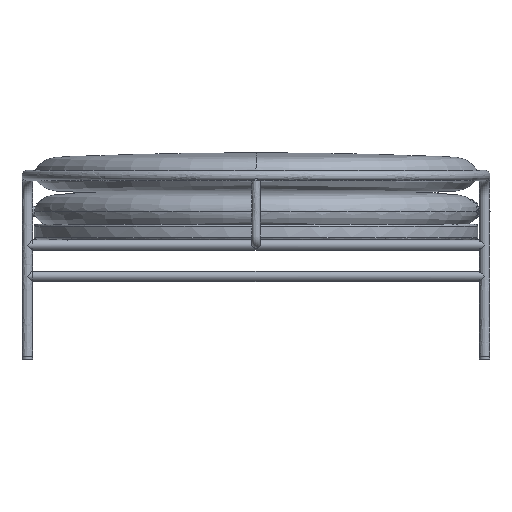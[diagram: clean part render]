
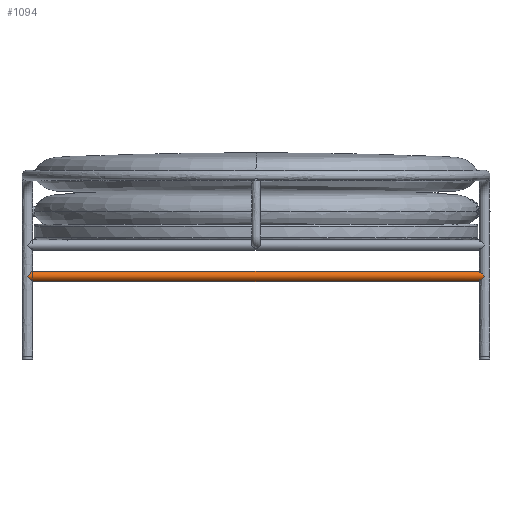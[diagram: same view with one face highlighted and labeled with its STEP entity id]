
A CAD part, left-side view. The second image highlights one B-rep face of the part: STEP entity #1094.
In plain terms, the highlighted cylindrical face has radius 10 mm (diameter 20 mm), a full revolution.
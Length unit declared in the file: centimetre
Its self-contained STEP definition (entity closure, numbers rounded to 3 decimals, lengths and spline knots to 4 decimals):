
#311=(
BOUNDED_CURVE()
B_SPLINE_CURVE(3,(#13568,#13569,#13570,#13571,#13572,#13573,#13574),
 .UNSPECIFIED.,.F.,.F.)
B_SPLINE_CURVE_WITH_KNOTS((4,3,4),(-34.641,-17.3205,
0.),.UNSPECIFIED.)
CURVE()
GEOMETRIC_REPRESENTATION_ITEM()
RATIONAL_B_SPLINE_CURVE((1.,1.,1.,1.,
1.,1.,1.))
REPRESENTATION_ITEM('')
);
#312=(
BOUNDED_CURVE()
B_SPLINE_CURVE(3,(#13577,#13578,#13579,#13580,#13581,#13582,#13583),
 .UNSPECIFIED.,.F.,.F.)
B_SPLINE_CURVE_WITH_KNOTS((4,3,4),(-34.641,-17.3205,
0.),.UNSPECIFIED.)
CURVE()
GEOMETRIC_REPRESENTATION_ITEM()
RATIONAL_B_SPLINE_CURVE((1.,1.,1.,1.,
1.,1.,1.))
REPRESENTATION_ITEM('')
);
#1094=ADVANCED_FACE('',(#1423),#5120,.T.);
#1423=FACE_OUTER_BOUND('',#1752,.T.);
#1752=EDGE_LOOP('',(#2113,#2114,#2115,#2116,#2117,#2118));
#2113=ORIENTED_EDGE('',*,*,#3414,.F.);
#2114=ORIENTED_EDGE('',*,*,#3415,.T.);
#2115=ORIENTED_EDGE('',*,*,#3417,.T.);
#2116=ORIENTED_EDGE('',*,*,#3418,.T.);
#2117=ORIENTED_EDGE('',*,*,#3415,.F.);
#2118=ORIENTED_EDGE('',*,*,#3416,.F.);
#3414=EDGE_CURVE('',#4677,#4676,#311,.T.);
#3415=EDGE_CURVE('',#4677,#4678,#4079,.T.);
#3416=EDGE_CURVE('',#4676,#4677,#312,.T.);
#3417=EDGE_CURVE('',#4678,#4679,#4080,.T.);
#3418=EDGE_CURVE('',#4679,#4678,#4081,.T.);
#4079=B_SPLINE_CURVE_WITH_KNOTS('',1,(#13575,#13576),.UNSPECIFIED.,.F.,
 .F.,(2,2),(-850.4425,-20.9087),.UNSPECIFIED.);
#4080=B_SPLINE_CURVE_WITH_KNOTS('',3,(#13584,#13585,#13586,#13587,#13588,
#13589,#13590,#13591,#13592,#13593,#13594,#13595,#13596,#13597,#13598,#13599,
#13600,#13601,#13602,#13603,#13604,#13605,#13606,#13607,#13608,#13609,#13610,
#13611,#13612,#13613,#13614,#13615,#13616,#13617,#13618,#13619),
 .UNSPECIFIED.,.F.,.F.,(4,2,3,2,2,2,2,2,2,2,2,2,2,2,3,2,4),(0.,1.9945,
3.989,7.7293,11.4681,13.3784,15.2903,
17.2123,19.1372,21.0621,22.9842,24.8961,
26.8063,30.5452,34.2855,36.2799,38.2745),
 .UNSPECIFIED.);
#4081=B_SPLINE_CURVE_WITH_KNOTS('',3,(#13620,#13621,#13622,#13623,#13624,
#13625,#13626,#13627,#13628,#13629,#13630,#13631,#13632,#13633,#13634,#13635,
#13636,#13637,#13638,#13639,#13640,#13641,#13642,#13643,#13644,#13645,#13646,
#13647,#13648,#13649,#13650,#13651,#13652,#13653,#13654,#13655),
 .UNSPECIFIED.,.F.,.F.,(4,2,2,2,3,2,2,2,2,2,2,2,3,2,2,2,4),(0.,2.6468,
5.2933,7.9426,10.5916,12.7169,14.844,
16.986,19.1327,21.2794,23.4214,25.5485,
27.6738,30.3228,32.9721,35.6186,38.2654),
 .UNSPECIFIED.);
#4676=VERTEX_POINT('',#13564);
#4677=VERTEX_POINT('',#13565);
#4678=VERTEX_POINT('',#13566);
#4679=VERTEX_POINT('',#13567);
#5120=CYLINDRICAL_SURFACE('',#5205,1.);
#5205=AXIS2_PLACEMENT_3D('',#12375,#5485,$);
#5485=DIRECTION('',(0.,1.,0.));
#12375=CARTESIAN_POINT('',(-64.9612,42.1291,-7.443));
#13564=CARTESIAN_POINT('',(-65.9612,85.6999,-7.443));
#13565=CARTESIAN_POINT('',(-63.9612,85.6999,-7.443));
#13566=CARTESIAN_POINT('',(-63.9612,-1.3001,-7.443));
#13567=CARTESIAN_POINT('',(-65.9612,-1.3001,-7.443));
#13568=CARTESIAN_POINT('',(-63.9612,85.6999,-7.443));
#13569=CARTESIAN_POINT('',(-63.9612,85.2917,-7.8512));
#13570=CARTESIAN_POINT('',(-64.3839,84.6999,-8.443));
#13571=CARTESIAN_POINT('',(-64.9612,84.6999,-8.443));
#13572=CARTESIAN_POINT('',(-65.5386,84.6999,-8.443));
#13573=CARTESIAN_POINT('',(-65.9612,85.2917,-7.8512));
#13574=CARTESIAN_POINT('',(-65.9612,85.6999,-7.443));
#13575=CARTESIAN_POINT('',(-63.9612,85.6999,-7.443));
#13576=CARTESIAN_POINT('',(-63.9612,-1.3001,-7.443));
#13577=CARTESIAN_POINT('',(-65.9612,85.6999,-7.443));
#13578=CARTESIAN_POINT('',(-65.9612,85.2917,-7.0348));
#13579=CARTESIAN_POINT('',(-65.5386,84.6999,-6.443));
#13580=CARTESIAN_POINT('',(-64.9612,84.6999,-6.443));
#13581=CARTESIAN_POINT('',(-64.3839,84.6999,-6.443));
#13582=CARTESIAN_POINT('',(-63.9612,85.2917,-7.0348));
#13583=CARTESIAN_POINT('',(-63.9612,85.6999,-7.443));
#13584=CARTESIAN_POINT('',(-63.9612,-1.3001,-7.443));
#13585=CARTESIAN_POINT('',(-63.9612,-1.2531,-7.49));
#13586=CARTESIAN_POINT('',(-63.9645,-1.2061,-7.537));
#13587=CARTESIAN_POINT('',(-63.9778,-1.1126,-7.6305));
#13588=CARTESIAN_POINT('',(-63.9878,-1.066,-7.677));
#13589=CARTESIAN_POINT('',(-64.0012,-1.02,-7.723));
#13590=CARTESIAN_POINT('',(-64.0263,-0.9341,-7.809));
#13591=CARTESIAN_POINT('',(-64.0636,-0.8493,-7.8938));
#13592=CARTESIAN_POINT('',(-64.1642,-0.6888,-8.0543));
#13593=CARTESIAN_POINT('',(-64.2282,-0.6119,-8.1312));
#13594=CARTESIAN_POINT('',(-64.3471,-0.5091,-8.234));
#13595=CARTESIAN_POINT('',(-64.3913,-0.4765,-8.2666));
#13596=CARTESIAN_POINT('',(-64.4874,-0.4176,-8.3254));
#13597=CARTESIAN_POINT('',(-64.5394,-0.3914,-8.3516));
#13598=CARTESIAN_POINT('',(-64.6509,-0.3475,-8.3955));
#13599=CARTESIAN_POINT('',(-64.71,-0.3301,-8.413));
#13600=CARTESIAN_POINT('',(-64.8337,-0.3062,-8.4368));
#13601=CARTESIAN_POINT('',(-64.8971,-0.3001,-8.443));
#13602=CARTESIAN_POINT('',(-65.0254,-0.3001,-8.443));
#13603=CARTESIAN_POINT('',(-65.0888,-0.3062,-8.4368));
#13604=CARTESIAN_POINT('',(-65.2124,-0.3301,-8.413));
#13605=CARTESIAN_POINT('',(-65.2715,-0.3475,-8.3955));
#13606=CARTESIAN_POINT('',(-65.383,-0.3914,-8.3516));
#13607=CARTESIAN_POINT('',(-65.435,-0.4176,-8.3254));
#13608=CARTESIAN_POINT('',(-65.5312,-0.4765,-8.2666));
#13609=CARTESIAN_POINT('',(-65.5753,-0.5091,-8.234));
#13610=CARTESIAN_POINT('',(-65.6942,-0.6119,-8.1312));
#13611=CARTESIAN_POINT('',(-65.7583,-0.6888,-8.0543));
#13612=CARTESIAN_POINT('',(-65.8589,-0.8493,-7.8938));
#13613=CARTESIAN_POINT('',(-65.8961,-0.9341,-7.809));
#13614=CARTESIAN_POINT('',(-65.9212,-1.02,-7.723));
#13615=CARTESIAN_POINT('',(-65.9346,-1.066,-7.677));
#13616=CARTESIAN_POINT('',(-65.9446,-1.1126,-7.6305));
#13617=CARTESIAN_POINT('',(-65.9579,-1.2061,-7.537));
#13618=CARTESIAN_POINT('',(-65.9612,-1.2531,-7.49));
#13619=CARTESIAN_POINT('',(-65.9612,-1.3001,-7.443));
#13620=CARTESIAN_POINT('',(-65.9612,-1.3001,-7.443));
#13621=CARTESIAN_POINT('',(-65.9612,-1.2378,-7.3808));
#13622=CARTESIAN_POINT('',(-65.9554,-1.1754,-7.3184));
#13623=CARTESIAN_POINT('',(-65.932,-1.0521,-7.195));
#13624=CARTESIAN_POINT('',(-65.9144,-0.9908,-7.1337));
#13625=CARTESIAN_POINT('',(-65.8667,-0.8708,-7.0138));
#13626=CARTESIAN_POINT('',(-65.8366,-0.8119,-6.9548));
#13627=CARTESIAN_POINT('',(-65.763,-0.6986,-6.8415));
#13628=CARTESIAN_POINT('',(-65.7192,-0.6439,-6.7868));
#13629=CARTESIAN_POINT('',(-65.6683,-0.593,-6.7359));
#13630=CARTESIAN_POINT('',(-65.6275,-0.5522,-6.6951));
#13631=CARTESIAN_POINT('',(-65.5819,-0.5136,-6.6565));
#13632=CARTESIAN_POINT('',(-65.4809,-0.4435,-6.5864));
#13633=CARTESIAN_POINT('',(-65.4255,-0.4119,-6.5549));
#13634=CARTESIAN_POINT('',(-65.3049,-0.3587,-6.5016));
#13635=CARTESIAN_POINT('',(-65.2402,-0.3372,-6.4802));
#13636=CARTESIAN_POINT('',(-65.1034,-0.3078,-6.4507));
#13637=CARTESIAN_POINT('',(-65.0328,-0.3001,-6.443));
#13638=CARTESIAN_POINT('',(-64.8896,-0.3001,-6.443));
#13639=CARTESIAN_POINT('',(-64.819,-0.3078,-6.4507));
#13640=CARTESIAN_POINT('',(-64.6823,-0.3372,-6.4802));
#13641=CARTESIAN_POINT('',(-64.6175,-0.3587,-6.5016));
#13642=CARTESIAN_POINT('',(-64.497,-0.4119,-6.5549));
#13643=CARTESIAN_POINT('',(-64.4415,-0.4435,-6.5864));
#13644=CARTESIAN_POINT('',(-64.3406,-0.5136,-6.6565));
#13645=CARTESIAN_POINT('',(-64.2949,-0.5522,-6.6951));
#13646=CARTESIAN_POINT('',(-64.2541,-0.593,-6.7359));
#13647=CARTESIAN_POINT('',(-64.2032,-0.6439,-6.7868));
#13648=CARTESIAN_POINT('',(-64.1595,-0.6986,-6.8415));
#13649=CARTESIAN_POINT('',(-64.0859,-0.8119,-6.9548));
#13650=CARTESIAN_POINT('',(-64.0557,-0.8708,-7.0138));
#13651=CARTESIAN_POINT('',(-64.0081,-0.9908,-7.1337));
#13652=CARTESIAN_POINT('',(-63.9904,-1.0521,-7.195));
#13653=CARTESIAN_POINT('',(-63.967,-1.1754,-7.3184));
#13654=CARTESIAN_POINT('',(-63.9612,-1.2378,-7.3808));
#13655=CARTESIAN_POINT('',(-63.9612,-1.3001,-7.443));
